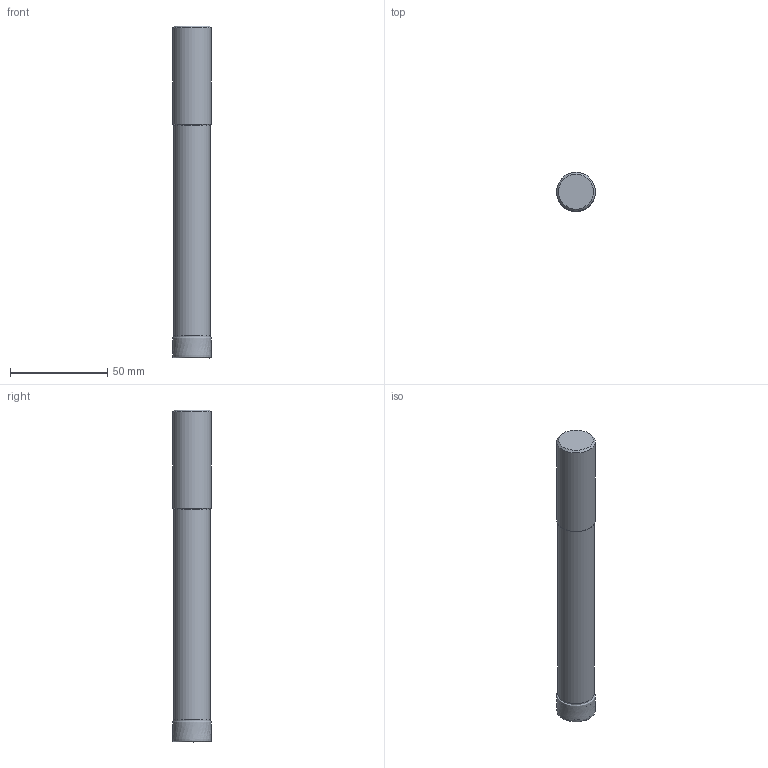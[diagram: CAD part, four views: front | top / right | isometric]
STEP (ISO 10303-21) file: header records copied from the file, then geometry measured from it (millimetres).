
FILE_DESCRIPTION(/* description */ (''),/* implementation_level */ '2;1');
FILE_NAME(/* name */ '1590064761235.stp',/* time_stamp */ '2020-05-21T18:09:45+06:00',/* author */ (''),/* organization */ ('SMS'),/* preprocessor_version */ 'ST-DEVELOPER v16.7',/* originating_system */ 'SIEMENS PLM Software NX 12.0',/* authorisation */ '');
FILE_SCHEMA (('AUTOMOTIVE_DESIGN { 1 0 10303 214 3 1 1 1 }'));
Length unit declared in the file: millimetre
Products named in the file (4): ASSEMBLY_CONSTRUCTION; 202220500mod000_00; 203008348mod000_00; 203008352mod000_00
Assembly tree (3 placements, depth 2):
  203008352mod000_00
    203008348mod000_00
    202220500mod000_00
    ASSEMBLY_CONSTRUCTION
Bounding box: 19.99 x 19.99 x 171 mm (x, y, z)
Volume: 52195.2 mm3; surface area: 12242.7 mm2
Topology: 2 solids, 2 shells, 18 faces, 34 edges, 29 vertices
Faces by surface type: torus 6, cone 5, plane 4, cylinder 2, bspline 1
Full cylindrical faces by diameter (mm): 18.87 x1, 19.994 x1
Entity records: 5812 total; most frequent: CARTESIAN_POINT 5318, DIRECTION 90, AXIS2_PLACEMENT_3D 45, EDGE_LOOP 32, ORIENTED_EDGE 32, FACE_BOUND 31, STYLED_ITEM 20, PRESENTATION_STYLE_ASSIGNMENT 20
